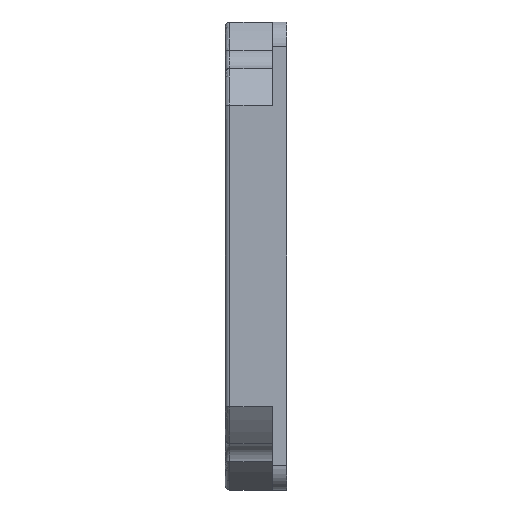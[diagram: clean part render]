
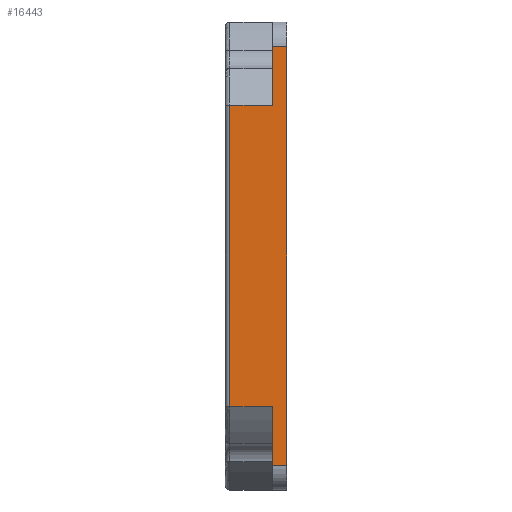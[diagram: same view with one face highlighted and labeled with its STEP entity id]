
A CAD part, left-side view. The second image highlights one B-rep face of the part: STEP entity #16443.
In plain terms, the highlighted planar face has unit normal (-1, 0, 0).
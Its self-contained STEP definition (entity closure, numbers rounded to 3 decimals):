
#98 = LINE ( 'NONE', #22705, #5665 ) ;
#359 = LINE ( 'NONE', #14563, #23479 ) ;
#1358 = VECTOR ( 'NONE', #24462, 1000. ) ;
#1503 = VERTEX_POINT ( 'NONE', #26125 ) ;
#1674 = ORIENTED_EDGE ( 'NONE', *, *, #12656, .T. ) ;
#2596 = VERTEX_POINT ( 'NONE', #16403 ) ;
#3813 = ORIENTED_EDGE ( 'NONE', *, *, #21619, .F. ) ;
#4062 = CARTESIAN_POINT ( 'NONE',  ( -36.016, 15.3, 44.25 ) ) ;
#4474 = ORIENTED_EDGE ( 'NONE', *, *, #26492, .F. ) ;
#4645 = CARTESIAN_POINT ( 'NONE',  ( -36.016, 10.2, 54.198 ) ) ;
#4747 = CARTESIAN_POINT ( 'NONE',  ( -36.016, 10.2, 115.75 ) ) ;
#5665 = VECTOR ( 'NONE', #16515, 1000. ) ;
#6222 = VECTOR ( 'NONE', #16506, 1000. ) ;
#6656 = VERTEX_POINT ( 'NONE', #7427 ) ;
#6853 = VECTOR ( 'NONE', #12349, 1000. ) ;
#6857 = LINE ( 'NONE', #15701, #19522 ) ;
#6917 = CARTESIAN_POINT ( 'NONE',  ( -36.016, 7.8, 44.25 ) ) ;
#7182 = CARTESIAN_POINT ( 'NONE',  ( -36.016, 32.6, 54.198 ) ) ;
#7427 = CARTESIAN_POINT ( 'NONE',  ( -36.016, 17.55, 105.802 ) ) ;
#7961 = VECTOR ( 'NONE', #9144, 1000. ) ;
#9052 = ORIENTED_EDGE ( 'NONE', *, *, #22413, .F. ) ;
#9144 = DIRECTION ( 'NONE',  ( 0., 1., 0. ) ) ;
#9377 = CARTESIAN_POINT ( 'NONE',  ( -36.016, 15.3, 120. ) ) ;
#9509 = ORIENTED_EDGE ( 'NONE', *, *, #26324, .F. ) ;
#9545 = LINE ( 'NONE', #7182, #7961 ) ;
#9562 = DIRECTION ( 'NONE',  ( -1., 0., 0. ) ) ;
#9736 = PLANE ( 'NONE',  #17476 ) ;
#9863 = CARTESIAN_POINT ( 'NONE',  ( -36.016, 15.3, 115.75 ) ) ;
#10131 = CARTESIAN_POINT ( 'NONE',  ( -36.016, 32.6, 105.802 ) ) ;
#10428 = CARTESIAN_POINT ( 'NONE',  ( -36.016, 17.55, 54.198 ) ) ;
#12319 = DIRECTION ( 'NONE',  ( 0., 0., 1. ) ) ;
#12349 = DIRECTION ( 'NONE',  ( 0., 0., -1. ) ) ;
#12656 = EDGE_CURVE ( 'NONE', #20901, #26234, #17262, .T. ) ;
#12693 = LINE ( 'NONE', #10131, #17564 ) ;
#13562 = FACE_OUTER_BOUND ( 'NONE', #16348, .T. ) ;
#14312 = EDGE_CURVE ( 'NONE', #6656, #26502, #20199, .T. ) ;
#14563 = CARTESIAN_POINT ( 'NONE',  ( -36.016, 7.8, 120. ) ) ;
#15373 = VERTEX_POINT ( 'NONE', #4747 ) ;
#15701 = CARTESIAN_POINT ( 'NONE',  ( -36.016, 10.2, 120. ) ) ;
#16348 = EDGE_LOOP ( 'NONE', ( #25058, #25431, #9509, #4474, #1674, #3813, #26449, #9052 ) ) ;
#16403 = CARTESIAN_POINT ( 'NONE',  ( -36.016, 10.2, 105.802 ) ) ;
#16443 = ADVANCED_FACE ( 'NONE', ( #13562 ), #9736, .T. ) ;
#16506 = DIRECTION ( 'NONE',  ( 0., -1., 0. ) ) ;
#16515 = DIRECTION ( 'NONE',  ( 0., 0., 1. ) ) ;
#17262 = LINE ( 'NONE', #4062, #6222 ) ;
#17476 = AXIS2_PLACEMENT_3D ( 'NONE', #9377, #9562, #24337 ) ;
#17564 = VECTOR ( 'NONE', #20244, 1000. ) ;
#17949 = LINE ( 'NONE', #9863, #1358 ) ;
#19522 = VECTOR ( 'NONE', #12319, 1000. ) ;
#20199 = LINE ( 'NONE', #10428, #6853 ) ;
#20244 = DIRECTION ( 'NONE',  ( 0., -1., 0. ) ) ;
#20754 = DIRECTION ( 'NONE',  ( 0., 0., -1. ) ) ;
#20901 = VERTEX_POINT ( 'NONE', #22263 ) ;
#21021 = EDGE_CURVE ( 'NONE', #1503, #15373, #17949, .T. ) ;
#21619 = EDGE_CURVE ( 'NONE', #1503, #26234, #359, .T. ) ;
#22263 = CARTESIAN_POINT ( 'NONE',  ( -36.016, 10.2, 44.25 ) ) ;
#22413 = EDGE_CURVE ( 'NONE', #2596, #15373, #6857, .T. ) ;
#22448 = EDGE_CURVE ( 'NONE', #6656, #2596, #12693, .T. ) ;
#22705 = CARTESIAN_POINT ( 'NONE',  ( -36.016, 10.2, 120. ) ) ;
#22888 = CARTESIAN_POINT ( 'NONE',  ( -36.016, 17.55, 54.198 ) ) ;
#23479 = VECTOR ( 'NONE', #20754, 1000. ) ;
#24337 = DIRECTION ( 'NONE',  ( 0., 0., 1. ) ) ;
#24462 = DIRECTION ( 'NONE',  ( 0., 1., 0. ) ) ;
#25058 = ORIENTED_EDGE ( 'NONE', *, *, #22448, .F. ) ;
#25431 = ORIENTED_EDGE ( 'NONE', *, *, #14312, .T. ) ;
#26125 = CARTESIAN_POINT ( 'NONE',  ( -36.016, 7.8, 115.75 ) ) ;
#26234 = VERTEX_POINT ( 'NONE', #6917 ) ;
#26269 = VERTEX_POINT ( 'NONE', #4645 ) ;
#26324 = EDGE_CURVE ( 'NONE', #26269, #26502, #9545, .T. ) ;
#26449 = ORIENTED_EDGE ( 'NONE', *, *, #21021, .T. ) ;
#26492 = EDGE_CURVE ( 'NONE', #20901, #26269, #98, .T. ) ;
#26502 = VERTEX_POINT ( 'NONE', #22888 ) ;
